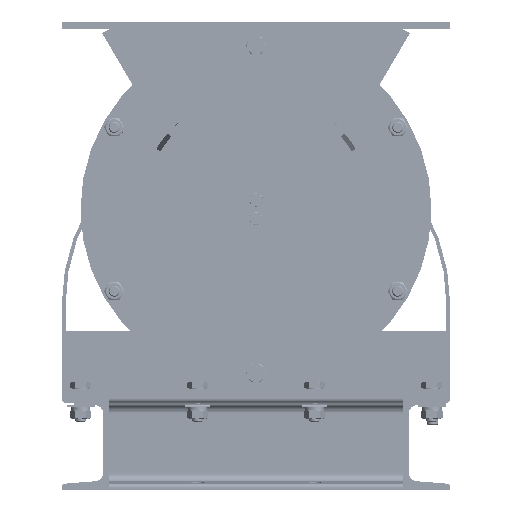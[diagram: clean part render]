
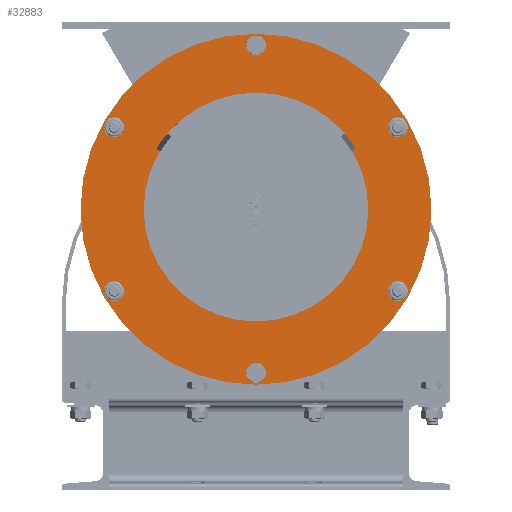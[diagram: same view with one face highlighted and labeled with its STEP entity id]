
A CAD part, left-side view. The second image highlights one B-rep face of the part: STEP entity #32883.
In plain terms, the highlighted planar face has unit normal (-1, 0, 0).
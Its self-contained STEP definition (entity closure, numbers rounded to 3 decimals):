
#2899=FACE_BOUND('',#6185,.T.);
#2900=FACE_BOUND('',#6186,.T.);
#2901=FACE_BOUND('',#6187,.T.);
#2902=FACE_BOUND('',#6188,.T.);
#2903=FACE_BOUND('',#6189,.T.);
#2904=FACE_BOUND('',#6190,.T.);
#2905=FACE_BOUND('',#6191,.T.);
#3214=PLANE('',#36149);
#4202=FACE_OUTER_BOUND('',#6184,.T.);
#6184=EDGE_LOOP('',(#23995));
#6185=EDGE_LOOP('',(#23996));
#6186=EDGE_LOOP('',(#23997));
#6187=EDGE_LOOP('',(#23998));
#6188=EDGE_LOOP('',(#23999));
#6189=EDGE_LOOP('',(#24000));
#6190=EDGE_LOOP('',(#24001));
#6191=EDGE_LOOP('',(#24002));
#8120=CIRCLE('',#36117,7.);
#8122=CIRCLE('',#36120,7.);
#8124=CIRCLE('',#36123,7.);
#8126=CIRCLE('',#36126,7.);
#8129=CIRCLE('',#36130,7.);
#8131=CIRCLE('',#36133,7.);
#8137=CIRCLE('',#36144,62.5);
#8139=CIRCLE('',#36147,187.5);
#15154=VERTEX_POINT('',#52906);
#15156=VERTEX_POINT('',#52912);
#15158=VERTEX_POINT('',#52918);
#15160=VERTEX_POINT('',#52924);
#15163=VERTEX_POINT('',#52932);
#15165=VERTEX_POINT('',#52938);
#15171=VERTEX_POINT('',#52958);
#15173=VERTEX_POINT('',#52964);
#18476=EDGE_CURVE('',#15154,#15154,#8120,.T.);
#18479=EDGE_CURVE('',#15156,#15156,#8122,.T.);
#18482=EDGE_CURVE('',#15158,#15158,#8124,.T.);
#18485=EDGE_CURVE('',#15160,#15160,#8126,.T.);
#18490=EDGE_CURVE('',#15163,#15163,#8129,.T.);
#18493=EDGE_CURVE('',#15165,#15165,#8131,.T.);
#18501=EDGE_CURVE('',#15171,#15171,#8137,.T.);
#18505=EDGE_CURVE('',#15173,#15173,#8139,.T.);
#23995=ORIENTED_EDGE('',*,*,#18505,.T.);
#23996=ORIENTED_EDGE('',*,*,#18476,.T.);
#23997=ORIENTED_EDGE('',*,*,#18479,.T.);
#23998=ORIENTED_EDGE('',*,*,#18482,.T.);
#23999=ORIENTED_EDGE('',*,*,#18485,.T.);
#24000=ORIENTED_EDGE('',*,*,#18490,.T.);
#24001=ORIENTED_EDGE('',*,*,#18493,.T.);
#24002=ORIENTED_EDGE('',*,*,#18501,.T.);
#32883=ADVANCED_FACE('',(#4202,#2899,#2900,#2901,#2902,#2903,#2904,#2905),
#3214,.T.);
#36117=AXIS2_PLACEMENT_3D('',#52907,#41394,#41395);
#36120=AXIS2_PLACEMENT_3D('',#52913,#41401,#41402);
#36123=AXIS2_PLACEMENT_3D('',#52919,#41408,#41409);
#36126=AXIS2_PLACEMENT_3D('',#52925,#41415,#41416);
#36130=AXIS2_PLACEMENT_3D('',#52934,#41425,#41426);
#36133=AXIS2_PLACEMENT_3D('',#52940,#41432,#41433);
#36144=AXIS2_PLACEMENT_3D('',#52959,#41456,#41457);
#36147=AXIS2_PLACEMENT_3D('',#52966,#41464,#41465);
#36149=AXIS2_PLACEMENT_3D('',#52968,#41468,#41469);
#41394=DIRECTION('center_axis',(1.,0.,0.));
#41395=DIRECTION('ref_axis',(0.,-1.,0.));
#41401=DIRECTION('center_axis',(1.,0.,0.));
#41402=DIRECTION('ref_axis',(0.,-1.,0.));
#41408=DIRECTION('center_axis',(1.,0.,0.));
#41409=DIRECTION('ref_axis',(0.,-1.,0.));
#41415=DIRECTION('center_axis',(1.,0.,0.));
#41416=DIRECTION('ref_axis',(0.,-1.,0.));
#41425=DIRECTION('center_axis',(1.,0.,0.));
#41426=DIRECTION('ref_axis',(0.,0.,
-1.));
#41432=DIRECTION('center_axis',(1.,0.,0.));
#41433=DIRECTION('ref_axis',(0.,0.,
-1.));
#41456=DIRECTION('center_axis',(1.,0.,0.));
#41457=DIRECTION('ref_axis',(0.,-1.,0.));
#41464=DIRECTION('center_axis',(-1.,0.,0.));
#41465=DIRECTION('ref_axis',(0.,-1.,0.));
#41468=DIRECTION('center_axis',(-1.,0.,0.));
#41469=DIRECTION('ref_axis',(0.,0.,
1.));
#52906=CARTESIAN_POINT('',(0.,94.5,151.554));
#52907=CARTESIAN_POINT('Origin',(0.,87.5,
151.554));
#52912=CARTESIAN_POINT('',(0.,-80.5,-151.554));
#52913=CARTESIAN_POINT('Origin',(0.,-87.5,
-151.554));
#52918=CARTESIAN_POINT('',(0.,-80.5,151.554));
#52919=CARTESIAN_POINT('Origin',(0.,-87.5,
151.554));
#52924=CARTESIAN_POINT('',(0.,94.5,-151.554));
#52925=CARTESIAN_POINT('Origin',(0.,87.5,
-151.554));
#52932=CARTESIAN_POINT('',(0.,-175.,7.));
#52934=CARTESIAN_POINT('Origin',(0.,-175.,
0.));
#52938=CARTESIAN_POINT('',(0.,175.,7.));
#52940=CARTESIAN_POINT('Origin',(0.,175.,
0.));
#52958=CARTESIAN_POINT('',(0.,62.5,0.));
#52959=CARTESIAN_POINT('Origin',(0.,0.,
0.));
#52964=CARTESIAN_POINT('',(0.,187.5,0.));
#52966=CARTESIAN_POINT('Origin',(0.,0.,
0.));
#52968=CARTESIAN_POINT('Origin',(0.,0.,
0.));
